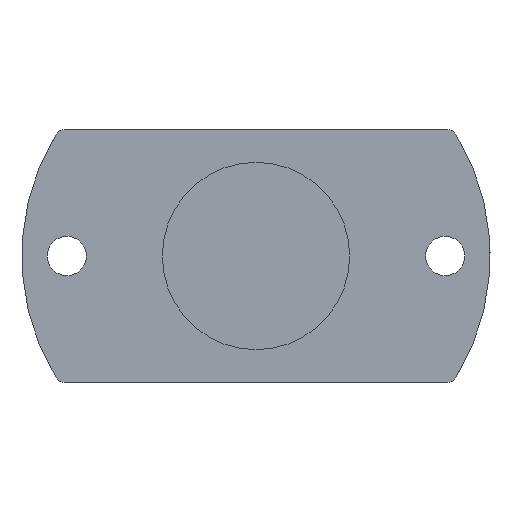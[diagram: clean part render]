
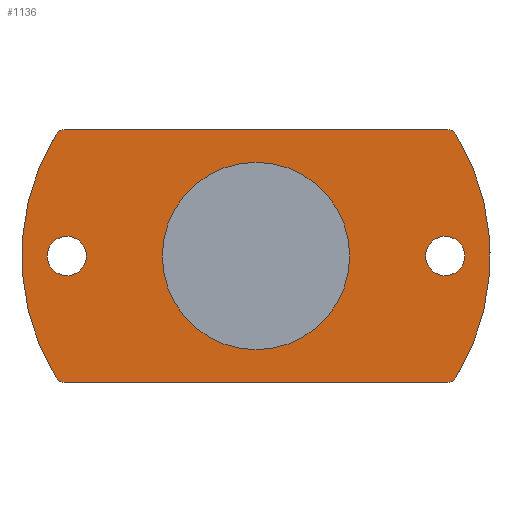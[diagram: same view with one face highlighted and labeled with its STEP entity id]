
A CAD part, front view. The second image highlights one B-rep face of the part: STEP entity #1136.
In plain terms, the highlighted planar face has unit normal (0, -1, 0).
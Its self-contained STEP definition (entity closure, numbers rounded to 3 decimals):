
#31 = CARTESIAN_POINT ( 'NONE',  ( 0., 0., -20. ) ) ;
#53 = DIRECTION ( 'NONE',  ( 0., -1., 0. ) ) ;
#92 = EDGE_LOOP ( 'NONE', ( #1376, #1223, #206, #1378, #2517, #2671, #2741, #383 ) ) ;
#93 = VERTEX_POINT ( 'NONE', #1690 ) ;
#108 = AXIS2_PLACEMENT_3D ( 'NONE', #2154, #53, #1769 ) ;
#130 = VERTEX_POINT ( 'NONE', #2569 ) ;
#186 = EDGE_CURVE ( 'NONE', #1006, #264, #647, .T. ) ;
#202 = CIRCLE ( 'NONE', #357, 20. ) ;
#206 = ORIENTED_EDGE ( 'NONE', *, *, #2734, .T. ) ;
#235 = DIRECTION ( 'NONE',  ( 0., 1., 0. ) ) ;
#264 = VERTEX_POINT ( 'NONE', #2006 ) ;
#277 = EDGE_CURVE ( 'NONE', #264, #1006, #202, .T. ) ;
#280 = CARTESIAN_POINT ( 'NONE',  ( -42.683, 0., -26.042 ) ) ;
#294 = EDGE_LOOP ( 'NONE', ( #2432, #2593 ) ) ;
#297 = CIRCLE ( 'NONE', #1770, 2. ) ;
#357 = AXIS2_PLACEMENT_3D ( 'NONE', #1320, #691, #2596 ) ;
#379 = EDGE_CURVE ( 'NONE', #2471, #130, #449, .T. ) ;
#383 = ORIENTED_EDGE ( 'NONE', *, *, #1921, .T. ) ;
#405 = CARTESIAN_POINT ( 'NONE',  ( -42.083, 0., 27. ) ) ;
#430 = DIRECTION ( 'NONE',  ( 0., -1., 0. ) ) ;
#449 = CIRCLE ( 'NONE', #1038, 4.2 ) ;
#452 = DIRECTION ( 'NONE',  ( 0., 0., -1. ) ) ;
#476 = AXIS2_PLACEMENT_3D ( 'NONE', #1923, #1736, #2363 ) ;
#499 = VERTEX_POINT ( 'NONE', #280 ) ;
#500 = EDGE_CURVE ( 'NONE', #1407, #1487, #2143, .T. ) ;
#519 = DIRECTION ( 'NONE',  ( 0., 1., 0. ) ) ;
#569 = DIRECTION ( 'NONE',  ( 0., -1., 0. ) ) ;
#574 = VERTEX_POINT ( 'NONE', #1181 ) ;
#588 = DIRECTION ( 'NONE',  ( 0., 0., -1. ) ) ;
#630 = CARTESIAN_POINT ( 'NONE',  ( 40.4, 0., 0. ) ) ;
#647 = CIRCLE ( 'NONE', #2294, 20. ) ;
#648 = PLANE ( 'NONE',  #2269 ) ;
#691 = DIRECTION ( 'NONE',  ( 0., -1., 0. ) ) ;
#746 = ORIENTED_EDGE ( 'NONE', *, *, #277, .F. ) ;
#758 = CARTESIAN_POINT ( 'NONE',  ( 42.683, 0., -26.042 ) ) ;
#810 = ORIENTED_EDGE ( 'NONE', *, *, #379, .T. ) ;
#835 = VERTEX_POINT ( 'NONE', #2357 ) ;
#909 = EDGE_LOOP ( 'NONE', ( #2550, #746 ) ) ;
#946 = CARTESIAN_POINT ( 'NONE',  ( -40.4, 0., 0. ) ) ;
#1006 = VERTEX_POINT ( 'NONE', #31 ) ;
#1011 = ORIENTED_EDGE ( 'NONE', *, *, #2334, .T. ) ;
#1022 = EDGE_CURVE ( 'NONE', #1047, #835, #1674, .T. ) ;
#1038 = AXIS2_PLACEMENT_3D ( 'NONE', #946, #519, #1597 ) ;
#1047 = VERTEX_POINT ( 'NONE', #1083 ) ;
#1059 = EDGE_CURVE ( 'NONE', #499, #1487, #1092, .T. ) ;
#1060 = CIRCLE ( 'NONE', #108, 2. ) ;
#1072 = DIRECTION ( 'NONE',  ( 0., 1., 0. ) ) ;
#1083 = CARTESIAN_POINT ( 'NONE',  ( -40.976, 0., 27. ) ) ;
#1084 = DIRECTION ( 'NONE',  ( 0., 0., -1. ) ) ;
#1092 = CIRCLE ( 'NONE', #476, 2. ) ;
#1098 = EDGE_LOOP ( 'NONE', ( #810, #1011 ) ) ;
#1115 = CIRCLE ( 'NONE', #2675, 50. ) ;
#1136 = ADVANCED_FACE ( 'NONE', ( #1168, #2311, #2737, #1535 ), #648, .T. ) ;
#1158 = DIRECTION ( 'NONE',  ( -1., 0., 0. ) ) ;
#1167 = VERTEX_POINT ( 'NONE', #2277 ) ;
#1168 = FACE_OUTER_BOUND ( 'NONE', #92, .T. ) ;
#1181 = CARTESIAN_POINT ( 'NONE',  ( 42.683, 0., 26.042 ) ) ;
#1223 = ORIENTED_EDGE ( 'NONE', *, *, #1022, .T. ) ;
#1224 = CIRCLE ( 'NONE', #1364, 50. ) ;
#1240 = CARTESIAN_POINT ( 'NONE',  ( 40.4, 0., -4.2 ) ) ;
#1270 = DIRECTION ( 'NONE',  ( 0., 0., -1. ) ) ;
#1278 = DIRECTION ( 'NONE',  ( 0., 0., -1. ) ) ;
#1287 = CARTESIAN_POINT ( 'NONE',  ( 0., 0., 0. ) ) ;
#1320 = CARTESIAN_POINT ( 'NONE',  ( 0., 0., 0. ) ) ;
#1332 = AXIS2_PLACEMENT_3D ( 'NONE', #1889, #1898, #1270 ) ;
#1359 = CIRCLE ( 'NONE', #1605, 4.2 ) ;
#1364 = AXIS2_PLACEMENT_3D ( 'NONE', #1287, #2367, #1948 ) ;
#1376 = ORIENTED_EDGE ( 'NONE', *, *, #2564, .F. ) ;
#1378 = ORIENTED_EDGE ( 'NONE', *, *, #1059, .T. ) ;
#1407 = VERTEX_POINT ( 'NONE', #2733 ) ;
#1428 = DIRECTION ( 'NONE',  ( 0., 0., -1. ) ) ;
#1430 = CARTESIAN_POINT ( 'NONE',  ( -40.4, 0., 4.2 ) ) ;
#1458 = EDGE_CURVE ( 'NONE', #1850, #93, #1893, .T. ) ;
#1487 = VERTEX_POINT ( 'NONE', #1870 ) ;
#1510 = VECTOR ( 'NONE', #1158, 1000. ) ;
#1535 = FACE_BOUND ( 'NONE', #909, .T. ) ;
#1597 = DIRECTION ( 'NONE',  ( 0., 0., -1. ) ) ;
#1605 = AXIS2_PLACEMENT_3D ( 'NONE', #630, #1072, #1278 ) ;
#1674 = CIRCLE ( 'NONE', #2118, 2. ) ;
#1690 = CARTESIAN_POINT ( 'NONE',  ( 40.4, 0., 4.2 ) ) ;
#1736 = DIRECTION ( 'NONE',  ( 0., -1., 0. ) ) ;
#1767 = DIRECTION ( 'NONE',  ( 0., 0., -1. ) ) ;
#1769 = DIRECTION ( 'NONE',  ( 0., 0., -1. ) ) ;
#1770 = AXIS2_PLACEMENT_3D ( 'NONE', #2099, #569, #588 ) ;
#1775 = DIRECTION ( 'NONE',  ( 0., -1., 0. ) ) ;
#1850 = VERTEX_POINT ( 'NONE', #1240 ) ;
#1869 = CARTESIAN_POINT ( 'NONE',  ( 0., 0., 0. ) ) ;
#1870 = CARTESIAN_POINT ( 'NONE',  ( -40.976, 0., -27. ) ) ;
#1880 = EDGE_CURVE ( 'NONE', #2085, #574, #1115, .T. ) ;
#1889 = CARTESIAN_POINT ( 'NONE',  ( 40.4, 0., 0. ) ) ;
#1893 = CIRCLE ( 'NONE', #1332, 4.2 ) ;
#1898 = DIRECTION ( 'NONE',  ( 0., 1., 0. ) ) ;
#1921 = EDGE_CURVE ( 'NONE', #574, #1167, #297, .T. ) ;
#1922 = VECTOR ( 'NONE', #2355, 1000. ) ;
#1923 = CARTESIAN_POINT ( 'NONE',  ( -40.976, 0., -25. ) ) ;
#1936 = CARTESIAN_POINT ( 'NONE',  ( -40.4, 0., 0. ) ) ;
#1948 = DIRECTION ( 'NONE',  ( 0., 0., -1. ) ) ;
#1978 = CARTESIAN_POINT ( 'NONE',  ( 0., 0., 0. ) ) ;
#2006 = CARTESIAN_POINT ( 'NONE',  ( 0., 0., 20. ) ) ;
#2085 = VERTEX_POINT ( 'NONE', #758 ) ;
#2099 = CARTESIAN_POINT ( 'NONE',  ( 40.976, 0., 25. ) ) ;
#2118 = AXIS2_PLACEMENT_3D ( 'NONE', #2184, #2398, #2609 ) ;
#2143 = LINE ( 'NONE', #2228, #1510 ) ;
#2154 = CARTESIAN_POINT ( 'NONE',  ( 40.976, 0., -25. ) ) ;
#2184 = CARTESIAN_POINT ( 'NONE',  ( -40.976, 0., 25. ) ) ;
#2206 = CIRCLE ( 'NONE', #2746, 4.2 ) ;
#2228 = CARTESIAN_POINT ( 'NONE',  ( -42.083, 0., -27. ) ) ;
#2269 = AXIS2_PLACEMENT_3D ( 'NONE', #1978, #1775, #1767 ) ;
#2277 = CARTESIAN_POINT ( 'NONE',  ( 40.976, 0., 27. ) ) ;
#2294 = AXIS2_PLACEMENT_3D ( 'NONE', #2578, #430, #1084 ) ;
#2311 = FACE_BOUND ( 'NONE', #294, .T. ) ;
#2334 = EDGE_CURVE ( 'NONE', #130, #2471, #2206, .T. ) ;
#2350 = EDGE_CURVE ( 'NONE', #1407, #2085, #1060, .T. ) ;
#2355 = DIRECTION ( 'NONE',  ( 1., 0., 0. ) ) ;
#2357 = CARTESIAN_POINT ( 'NONE',  ( -42.683, 0., 26.042 ) ) ;
#2363 = DIRECTION ( 'NONE',  ( 0., 0., -1. ) ) ;
#2367 = DIRECTION ( 'NONE',  ( 0., -1., 0. ) ) ;
#2398 = DIRECTION ( 'NONE',  ( 0., -1., 0. ) ) ;
#2432 = ORIENTED_EDGE ( 'NONE', *, *, #2594, .T. ) ;
#2471 = VERTEX_POINT ( 'NONE', #1430 ) ;
#2517 = ORIENTED_EDGE ( 'NONE', *, *, #500, .F. ) ;
#2550 = ORIENTED_EDGE ( 'NONE', *, *, #186, .F. ) ;
#2564 = EDGE_CURVE ( 'NONE', #1047, #1167, #2703, .T. ) ;
#2569 = CARTESIAN_POINT ( 'NONE',  ( -40.4, 0., -4.2 ) ) ;
#2578 = CARTESIAN_POINT ( 'NONE',  ( 0., 0., 0. ) ) ;
#2593 = ORIENTED_EDGE ( 'NONE', *, *, #1458, .T. ) ;
#2594 = EDGE_CURVE ( 'NONE', #93, #1850, #1359, .T. ) ;
#2596 = DIRECTION ( 'NONE',  ( 0., 0., -1. ) ) ;
#2609 = DIRECTION ( 'NONE',  ( 0., 0., -1. ) ) ;
#2671 = ORIENTED_EDGE ( 'NONE', *, *, #2350, .T. ) ;
#2675 = AXIS2_PLACEMENT_3D ( 'NONE', #1869, #2732, #1428 ) ;
#2703 = LINE ( 'NONE', #405, #1922 ) ;
#2732 = DIRECTION ( 'NONE',  ( 0., -1., 0. ) ) ;
#2733 = CARTESIAN_POINT ( 'NONE',  ( 40.976, 0., -27. ) ) ;
#2734 = EDGE_CURVE ( 'NONE', #835, #499, #1224, .T. ) ;
#2737 = FACE_BOUND ( 'NONE', #1098, .T. ) ;
#2741 = ORIENTED_EDGE ( 'NONE', *, *, #1880, .T. ) ;
#2746 = AXIS2_PLACEMENT_3D ( 'NONE', #1936, #235, #452 ) ;
